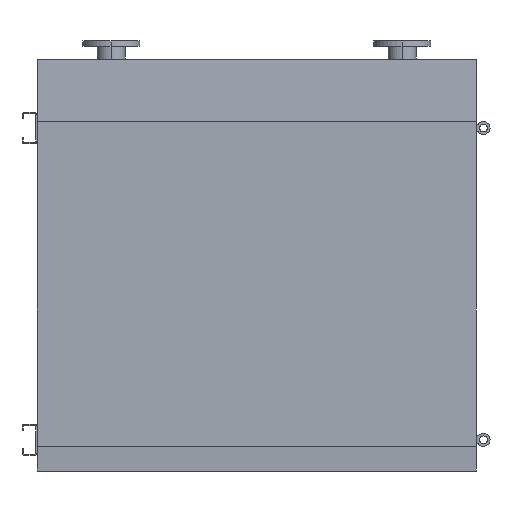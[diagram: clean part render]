
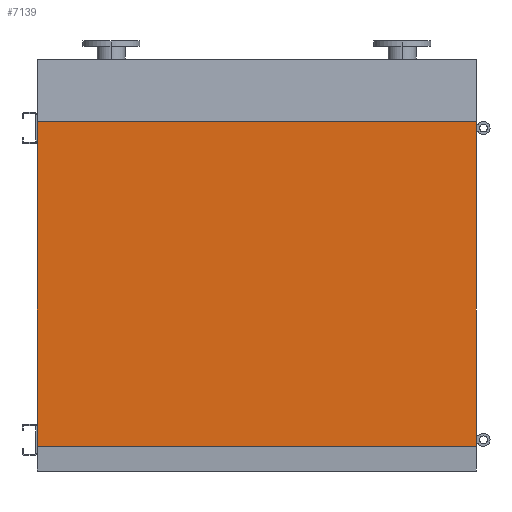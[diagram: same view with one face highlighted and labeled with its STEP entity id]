
A CAD part, front view. The second image highlights one B-rep face of the part: STEP entity #7139.
In plain terms, the highlighted planar face has unit normal (0, -1, 0).
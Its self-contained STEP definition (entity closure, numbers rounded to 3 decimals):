
#116 = VECTOR ( 'NONE', #2115, 1000. ) ;
#463 = DIRECTION ( 'NONE',  ( 0., 0., -1. ) ) ;
#617 = ORIENTED_EDGE ( 'NONE', *, *, #5870, .F. ) ;
#789 = ORIENTED_EDGE ( 'NONE', *, *, #2511, .T. ) ;
#840 = LINE ( 'NONE', #2567, #6057 ) ;
#841 = CARTESIAN_POINT ( 'NONE',  ( 845., 0., 0. ) ) ;
#1010 = DIRECTION ( 'NONE',  ( 0., -1., 0. ) ) ;
#1419 = VERTEX_POINT ( 'NONE', #2054 ) ;
#1566 = FACE_OUTER_BOUND ( 'NONE', #6018, .T. ) ;
#1626 = CARTESIAN_POINT ( 'NONE',  ( -845., 0., -1250. ) ) ;
#1636 = CARTESIAN_POINT ( 'NONE',  ( -845., 0., 0. ) ) ;
#1716 = VECTOR ( 'NONE', #3858, 1000. ) ;
#1985 = AXIS2_PLACEMENT_3D ( 'NONE', #2758, #1010, #463 ) ;
#2054 = CARTESIAN_POINT ( 'NONE',  ( -845., 0., 0. ) ) ;
#2115 = DIRECTION ( 'NONE',  ( 0., 0., 1. ) ) ;
#2511 = EDGE_CURVE ( 'NONE', #4433, #5670, #2789, .T. ) ;
#2567 = CARTESIAN_POINT ( 'NONE',  ( -845., 0., -1250. ) ) ;
#2620 = ORIENTED_EDGE ( 'NONE', *, *, #4597, .F. ) ;
#2725 = LINE ( 'NONE', #1636, #4429 ) ;
#2758 = CARTESIAN_POINT ( 'NONE',  ( -845., 0., -1250. ) ) ;
#2789 = LINE ( 'NONE', #1626, #1716 ) ;
#2939 = CARTESIAN_POINT ( 'NONE',  ( -845., 0., -1250. ) ) ;
#3432 = CARTESIAN_POINT ( 'NONE',  ( 845., 0., -1250. ) ) ;
#3858 = DIRECTION ( 'NONE',  ( 1., 0., 0. ) ) ;
#3868 = DIRECTION ( 'NONE',  ( 1., 0., 0. ) ) ;
#4422 = LINE ( 'NONE', #4460, #116 ) ;
#4429 = VECTOR ( 'NONE', #3868, 1000. ) ;
#4433 = VERTEX_POINT ( 'NONE', #2939 ) ;
#4460 = CARTESIAN_POINT ( 'NONE',  ( 845., 0., -1250. ) ) ;
#4597 = EDGE_CURVE ( 'NONE', #4433, #1419, #840, .T. ) ;
#4855 = PLANE ( 'NONE',  #1985 ) ;
#5431 = ORIENTED_EDGE ( 'NONE', *, *, #6753, .T. ) ;
#5468 = VERTEX_POINT ( 'NONE', #841 ) ;
#5670 = VERTEX_POINT ( 'NONE', #3432 ) ;
#5870 = EDGE_CURVE ( 'NONE', #1419, #5468, #2725, .T. ) ;
#5943 = DIRECTION ( 'NONE',  ( 0., 0., 1. ) ) ;
#6018 = EDGE_LOOP ( 'NONE', ( #617, #2620, #789, #5431 ) ) ;
#6057 = VECTOR ( 'NONE', #5943, 1000. ) ;
#6753 = EDGE_CURVE ( 'NONE', #5670, #5468, #4422, .T. ) ;
#7139 = ADVANCED_FACE ( 'NONE', ( #1566 ), #4855, .T. ) ;
